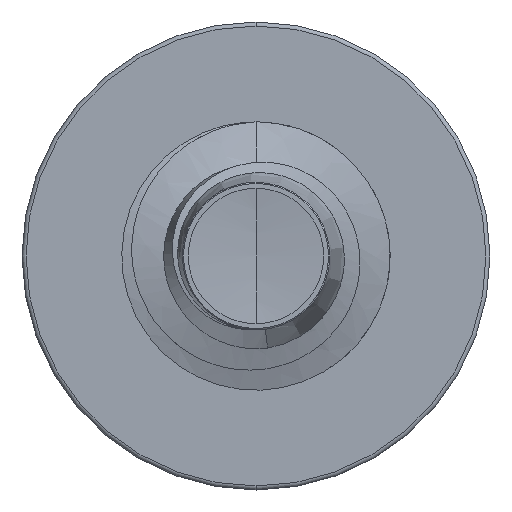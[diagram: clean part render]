
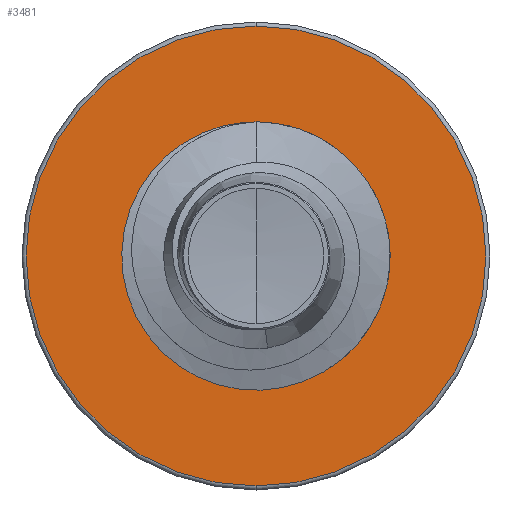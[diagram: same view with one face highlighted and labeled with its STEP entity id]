
A CAD part, front view. The second image highlights one B-rep face of the part: STEP entity #3481.
In plain terms, the highlighted planar face has unit normal (0, -1, 0).
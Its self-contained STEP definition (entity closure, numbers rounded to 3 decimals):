
#59 = AXIS2_PLACEMENT_3D ( 'NONE', #963, #911, #896 ) ;
#89 = AXIS2_PLACEMENT_3D ( 'NONE', #8413, #8411, #8404 ) ;
#206 = EDGE_CURVE ( 'NONE', #810, #5761, #1510, .T. ) ;
#663 = VERTEX_POINT ( 'NONE', #7767 ) ;
#810 = VERTEX_POINT ( 'NONE', #5749 ) ;
#896 = DIRECTION ( 'NONE',  ( 0., 0., 1. ) ) ;
#911 = DIRECTION ( 'NONE',  ( 0., 1., 0. ) ) ;
#963 = CARTESIAN_POINT ( 'NONE',  ( 0., 3.5, -1.722 ) ) ;
#1041 = EDGE_LOOP ( 'NONE', ( #1057, #6164 ) ) ;
#1057 = ORIENTED_EDGE ( 'NONE', *, *, #1967, .T. ) ;
#1156 = PLANE ( 'NONE',  #59 ) ;
#1182 = ORIENTED_EDGE ( 'NONE', *, *, #206, .F. ) ;
#1510 = CIRCLE ( 'NONE', #6156, 2.998 ) ;
#1930 = CIRCLE ( 'NONE', #89, 1.722 ) ;
#1967 = EDGE_CURVE ( 'NONE', #663, #8922, #5160, .T. ) ;
#3481 = ADVANCED_FACE ( 'NONE', ( #5974, #9380 ), #1156, .F. ) ;
#3525 = DIRECTION ( 'NONE',  ( 0., 1., 0. ) ) ;
#3609 = CARTESIAN_POINT ( 'NONE',  ( 0., 3.5, 0. ) ) ;
#3998 = CARTESIAN_POINT ( 'NONE',  ( 0., 3.5, 0. ) ) ;
#4130 = AXIS2_PLACEMENT_3D ( 'NONE', #8322, #7385, #7356 ) ;
#4157 = EDGE_CURVE ( 'NONE', #5761, #810, #4268, .T. ) ;
#4268 = CIRCLE ( 'NONE', #4130, 2.998 ) ;
#5160 = CIRCLE ( 'NONE', #6089, 1.722 ) ;
#5350 = ORIENTED_EDGE ( 'NONE', *, *, #4157, .F. ) ;
#5749 = CARTESIAN_POINT ( 'NONE',  ( 0., 3.5, -2.997 ) ) ;
#5761 = VERTEX_POINT ( 'NONE', #9358 ) ;
#5974 = FACE_OUTER_BOUND ( 'NONE', #7008, .T. ) ;
#6089 = AXIS2_PLACEMENT_3D ( 'NONE', #3998, #7115, #6673 ) ;
#6156 = AXIS2_PLACEMENT_3D ( 'NONE', #3609, #3525, #10055 ) ;
#6164 = ORIENTED_EDGE ( 'NONE', *, *, #9761, .T. ) ;
#6673 = DIRECTION ( 'NONE',  ( 0., 0., 1. ) ) ;
#7008 = EDGE_LOOP ( 'NONE', ( #5350, #1182 ) ) ;
#7115 = DIRECTION ( 'NONE',  ( 0., 1., 0. ) ) ;
#7356 = DIRECTION ( 'NONE',  ( 0., 0., 1. ) ) ;
#7385 = DIRECTION ( 'NONE',  ( 0., 1., 0. ) ) ;
#7767 = CARTESIAN_POINT ( 'NONE',  ( 0., 3.5, 1.722 ) ) ;
#8322 = CARTESIAN_POINT ( 'NONE',  ( 0., 3.5, 0. ) ) ;
#8404 = DIRECTION ( 'NONE',  ( 0., 0., 1. ) ) ;
#8411 = DIRECTION ( 'NONE',  ( 0., 1., 0. ) ) ;
#8413 = CARTESIAN_POINT ( 'NONE',  ( 0., 3.5, 0. ) ) ;
#8577 = CARTESIAN_POINT ( 'NONE',  ( 0., 3.5, -1.722 ) ) ;
#8922 = VERTEX_POINT ( 'NONE', #8577 ) ;
#9358 = CARTESIAN_POINT ( 'NONE',  ( 0., 3.5, 2.998 ) ) ;
#9380 = FACE_BOUND ( 'NONE', #1041, .T. ) ;
#9761 = EDGE_CURVE ( 'NONE', #8922, #663, #1930, .T. ) ;
#10055 = DIRECTION ( 'NONE',  ( 0., 0., 1. ) ) ;
